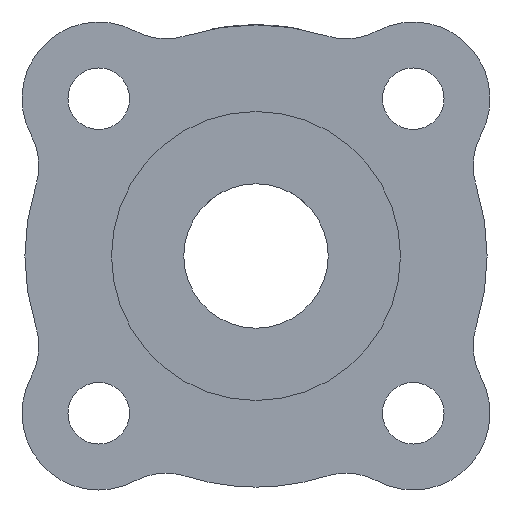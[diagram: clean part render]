
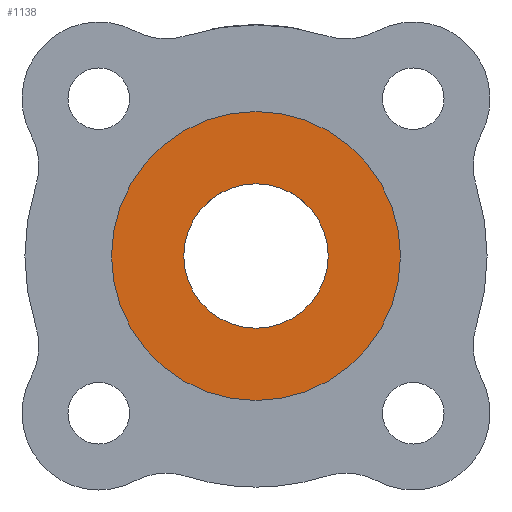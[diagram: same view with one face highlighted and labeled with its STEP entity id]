
A CAD part, front view. The second image highlights one B-rep face of the part: STEP entity #1138.
In plain terms, the highlighted planar face has unit normal (0, -1, 0).
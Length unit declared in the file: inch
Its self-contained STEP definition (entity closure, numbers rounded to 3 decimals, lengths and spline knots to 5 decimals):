
#29 = VERTEX_POINT ( 'NONE', #591 ) ;
#42 = AXIS2_PLACEMENT_3D ( 'NONE', #380, #1200, #1360 ) ;
#93 = AXIS2_PLACEMENT_3D ( 'NONE', #1111, #401, #1225 ) ;
#114 = EDGE_LOOP ( 'NONE', ( #1183, #454 ) ) ;
#145 = EDGE_CURVE ( 'NONE', #542, #29, #1123, .T. ) ;
#217 = FACE_OUTER_BOUND ( 'NONE', #114, .T. ) ;
#218 = DIRECTION ( 'NONE',  ( 0., 0., 1. ) ) ;
#256 = EDGE_CURVE ( 'NONE', #777, #1194, #969, .T. ) ;
#270 = CARTESIAN_POINT ( 'NONE',  ( 0., 0., 0.25 ) ) ;
#346 = DIRECTION ( 'NONE',  ( 0., 1., 0. ) ) ;
#380 = CARTESIAN_POINT ( 'NONE',  ( 0., 0., 0. ) ) ;
#401 = DIRECTION ( 'NONE',  ( 0., 1., 0. ) ) ;
#447 = FACE_BOUND ( 'NONE', #1203, .T. ) ;
#454 = ORIENTED_EDGE ( 'NONE', *, *, #145, .F. ) ;
#464 = CARTESIAN_POINT ( 'NONE',  ( 0., 0., -0.125 ) ) ;
#481 = PLANE ( 'NONE',  #592 ) ;
#516 = EDGE_CURVE ( 'NONE', #1194, #777, #1105, .T. ) ;
#542 = VERTEX_POINT ( 'NONE', #270 ) ;
#547 = EDGE_CURVE ( 'NONE', #29, #542, #1341, .T. ) ;
#587 = DIRECTION ( 'NONE',  ( 0., 1., 0. ) ) ;
#591 = CARTESIAN_POINT ( 'NONE',  ( 0., 0., -0.25 ) ) ;
#592 = AXIS2_PLACEMENT_3D ( 'NONE', #817, #587, #1418 ) ;
#604 = CARTESIAN_POINT ( 'NONE',  ( 0., 0., 0. ) ) ;
#711 = DIRECTION ( 'NONE',  ( 0., 0., 1. ) ) ;
#777 = VERTEX_POINT ( 'NONE', #464 ) ;
#817 = CARTESIAN_POINT ( 'NONE',  ( 0., 0., 0. ) ) ;
#920 = ORIENTED_EDGE ( 'NONE', *, *, #516, .T. ) ;
#921 = ORIENTED_EDGE ( 'NONE', *, *, #256, .T. ) ;
#953 = CARTESIAN_POINT ( 'NONE',  ( 0., 0., 0.125 ) ) ;
#969 = CIRCLE ( 'NONE', #42, 0.125 ) ;
#1050 = CARTESIAN_POINT ( 'NONE',  ( 0., 0., 0. ) ) ;
#1105 = CIRCLE ( 'NONE', #1181, 0.125 ) ;
#1111 = CARTESIAN_POINT ( 'NONE',  ( 0., 0., 0. ) ) ;
#1123 = CIRCLE ( 'NONE', #93, 0.25 ) ;
#1138 = ADVANCED_FACE ( 'NONE', ( #447, #217 ), #481, .F. ) ;
#1181 = AXIS2_PLACEMENT_3D ( 'NONE', #1050, #346, #218 ) ;
#1183 = ORIENTED_EDGE ( 'NONE', *, *, #547, .F. ) ;
#1194 = VERTEX_POINT ( 'NONE', #953 ) ;
#1200 = DIRECTION ( 'NONE',  ( 0., 1., 0. ) ) ;
#1203 = EDGE_LOOP ( 'NONE', ( #920, #921 ) ) ;
#1212 = AXIS2_PLACEMENT_3D ( 'NONE', #604, #1434, #711 ) ;
#1225 = DIRECTION ( 'NONE',  ( 0., 0., 1. ) ) ;
#1341 = CIRCLE ( 'NONE', #1212, 0.25 ) ;
#1360 = DIRECTION ( 'NONE',  ( 0., 0., 1. ) ) ;
#1418 = DIRECTION ( 'NONE',  ( 0., 0., 1. ) ) ;
#1434 = DIRECTION ( 'NONE',  ( 0., 1., 0. ) ) ;
